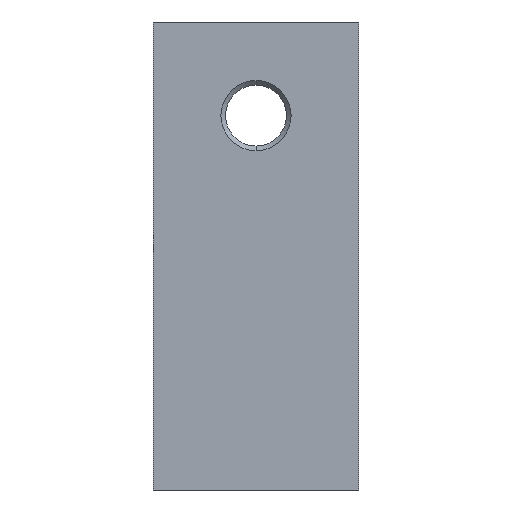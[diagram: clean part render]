
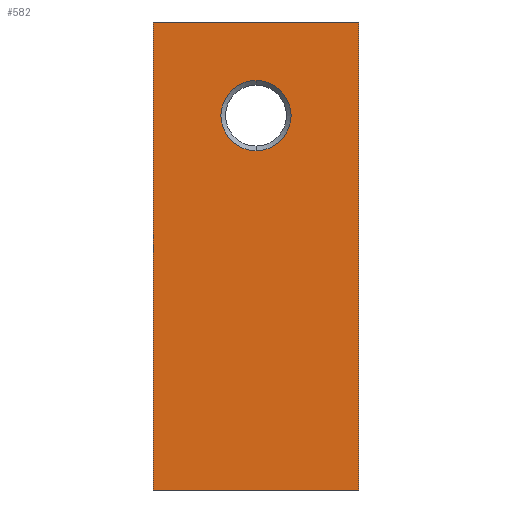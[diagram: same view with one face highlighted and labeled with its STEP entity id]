
A CAD part, front view. The second image highlights one B-rep face of the part: STEP entity #582.
In plain terms, the highlighted planar face has unit normal (0, -1, 0).
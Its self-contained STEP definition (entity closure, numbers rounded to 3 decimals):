
#17 = CARTESIAN_POINT ( 'NONE',  ( 0., 0., 15. ) ) ;
#57 = VERTEX_POINT ( 'NONE', #1119 ) ;
#68 = CARTESIAN_POINT ( 'NONE',  ( 11., 0., -25. ) ) ;
#77 = ORIENTED_EDGE ( 'NONE', *, *, #825, .T. ) ;
#83 = DIRECTION ( 'NONE',  ( 0., 1., 0. ) ) ;
#85 = CARTESIAN_POINT ( 'NONE',  ( 0., 0., 11.25 ) ) ;
#101 = DIRECTION ( 'NONE',  ( 0., 1., 0. ) ) ;
#118 = EDGE_CURVE ( 'NONE', #435, #57, #412, .T. ) ;
#156 = VECTOR ( 'NONE', #1176, 1000. ) ;
#212 = ORIENTED_EDGE ( 'NONE', *, *, #446, .T. ) ;
#230 = VERTEX_POINT ( 'NONE', #980 ) ;
#251 = AXIS2_PLACEMENT_3D ( 'NONE', #1159, #1122, #394 ) ;
#278 = VERTEX_POINT ( 'NONE', #85 ) ;
#286 = CARTESIAN_POINT ( 'NONE',  ( 11., 0., 25. ) ) ;
#297 = EDGE_CURVE ( 'NONE', #278, #624, #1150, .T. ) ;
#369 = LINE ( 'NONE', #1210, #437 ) ;
#394 = DIRECTION ( 'NONE',  ( 0., 0., 1. ) ) ;
#412 = LINE ( 'NONE', #819, #156 ) ;
#417 = LINE ( 'NONE', #729, #615 ) ;
#435 = VERTEX_POINT ( 'NONE', #68 ) ;
#437 = VECTOR ( 'NONE', #670, 1000. ) ;
#442 = EDGE_CURVE ( 'NONE', #1141, #230, #369, .T. ) ;
#446 = EDGE_CURVE ( 'NONE', #230, #57, #1206, .T. ) ;
#447 = FACE_BOUND ( 'NONE', #657, .T. ) ;
#543 = EDGE_LOOP ( 'NONE', ( #212, #706, #1218, #1188 ) ) ;
#582 = ADVANCED_FACE ( 'NONE', ( #447, #732 ), #1035, .F. ) ;
#597 = DIRECTION ( 'NONE',  ( 0., 0., 1. ) ) ;
#615 = VECTOR ( 'NONE', #754, 1000. ) ;
#624 = VERTEX_POINT ( 'NONE', #1059 ) ;
#657 = EDGE_LOOP ( 'NONE', ( #880, #77 ) ) ;
#670 = DIRECTION ( 'NONE',  ( -1., 0., 0. ) ) ;
#680 = DIRECTION ( 'NONE',  ( 0., 0., -1. ) ) ;
#706 = ORIENTED_EDGE ( 'NONE', *, *, #118, .F. ) ;
#708 = DIRECTION ( 'NONE',  ( 0., 0., 1. ) ) ;
#729 = CARTESIAN_POINT ( 'NONE',  ( 11., 0., 25. ) ) ;
#732 = FACE_OUTER_BOUND ( 'NONE', #543, .T. ) ;
#754 = DIRECTION ( 'NONE',  ( 0., 0., -1. ) ) ;
#795 = CARTESIAN_POINT ( 'NONE',  ( 11., 0., 25. ) ) ;
#803 = AXIS2_PLACEMENT_3D ( 'NONE', #286, #83, #597 ) ;
#807 = EDGE_CURVE ( 'NONE', #1141, #435, #417, .T. ) ;
#819 = CARTESIAN_POINT ( 'NONE',  ( 11., 0., -25. ) ) ;
#825 = EDGE_CURVE ( 'NONE', #624, #278, #1072, .T. ) ;
#880 = ORIENTED_EDGE ( 'NONE', *, *, #297, .T. ) ;
#980 = CARTESIAN_POINT ( 'NONE',  ( -11., 0., 25. ) ) ;
#1035 = PLANE ( 'NONE',  #803 ) ;
#1046 = AXIS2_PLACEMENT_3D ( 'NONE', #17, #101, #708 ) ;
#1059 = CARTESIAN_POINT ( 'NONE',  ( 0., 0., 18.75 ) ) ;
#1072 = CIRCLE ( 'NONE', #1046, 3.75 ) ;
#1119 = CARTESIAN_POINT ( 'NONE',  ( -11., 0., -25. ) ) ;
#1122 = DIRECTION ( 'NONE',  ( 0., 1., 0. ) ) ;
#1141 = VERTEX_POINT ( 'NONE', #795 ) ;
#1150 = CIRCLE ( 'NONE', #251, 3.75 ) ;
#1159 = CARTESIAN_POINT ( 'NONE',  ( 0., 0., 15. ) ) ;
#1176 = DIRECTION ( 'NONE',  ( -1., 0., 0. ) ) ;
#1188 = ORIENTED_EDGE ( 'NONE', *, *, #442, .T. ) ;
#1193 = VECTOR ( 'NONE', #680, 1000. ) ;
#1206 = LINE ( 'NONE', #1229, #1193 ) ;
#1210 = CARTESIAN_POINT ( 'NONE',  ( 11., 0., 25. ) ) ;
#1218 = ORIENTED_EDGE ( 'NONE', *, *, #807, .F. ) ;
#1229 = CARTESIAN_POINT ( 'NONE',  ( -11., 0., 25. ) ) ;
